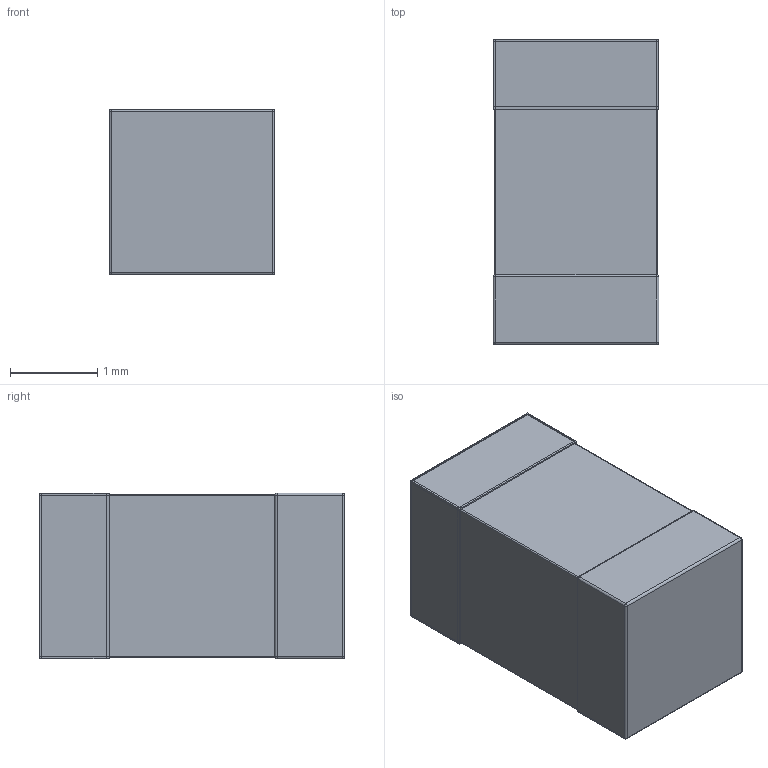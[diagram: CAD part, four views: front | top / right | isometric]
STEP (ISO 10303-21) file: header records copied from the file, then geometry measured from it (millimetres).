
FILE_DESCRIPTION(('FreeCAD Model'),'2;1');
FILE_NAME('Open CASCADE Shape Model','2025-11-13T11:16:11',(''),(''), 'Open CASCADE STEP processor 7.8','FreeCAD','Unknown');
FILE_SCHEMA(('AP242_MANAGED_MODEL_BASED_3D_ENGINEERING_MIM_LF. {1 0 10303 442 1 1 4 }'));
Length unit declared in the file: millimetre
Products named in the file (10): CL31x_Automotive; Body; Body001; Body002; Pad; Fillet; Sketch; DatumPlane; Pad001; Sketch001
Assembly tree (9 placements, depth 2):
  CL31x_Automotive
    Body
    Body001
    Body002
    Pad
    Fillet
    Sketch
    DatumPlane
    Pad001
    Sketch001
Bounding box: 1.9 x 3.5 x 1.9 mm (x, y, z)
Surface area: 94.9 mm2
Topology: 6 solids, 6 shells, 104 faces, 240 edges, 136 vertices
Faces by surface type: cylinder 44, plane 36, sphere 24
Entity records: 2936 total; most frequent: DIRECTION 536, CARTESIAN_POINT 466, ORIENTED_EDGE 408, AXIS2_PLACEMENT_3D 206, EDGE_CURVE 204, LINE 124, VECTOR 124, VERTEX_POINT 112
